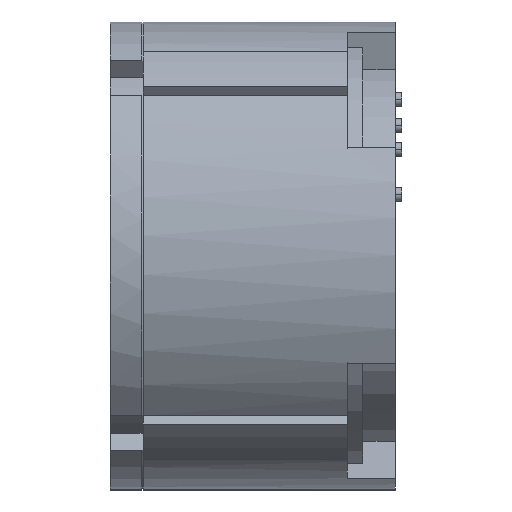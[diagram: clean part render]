
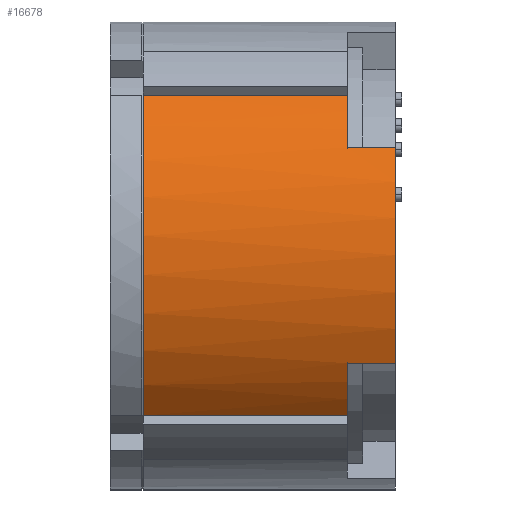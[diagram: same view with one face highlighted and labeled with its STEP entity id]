
A CAD part, top view. The second image highlights one B-rep face of the part: STEP entity #16678.
In plain terms, the highlighted cylindrical face has radius 15 mm (diameter 30 mm), a partial arc.
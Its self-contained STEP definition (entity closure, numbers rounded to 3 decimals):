
#195 = DIRECTION ( 'NONE',  ( 0., 0., -1. ) ) ;
#982 = LINE ( 'NONE', #13035, #17094 ) ;
#1058 = EDGE_CURVE ( 'NONE', #15786, #15685, #14787, .T. ) ;
#1395 = EDGE_CURVE ( 'NONE', #16524, #5813, #1464, .T. ) ;
#1464 = CIRCLE ( 'NONE', #15330, 15. ) ;
#1630 = CIRCLE ( 'NONE', #12427, 15. ) ;
#1707 = EDGE_CURVE ( 'NONE', #9970, #10454, #5356, .T. ) ;
#2040 = CARTESIAN_POINT ( 'NONE',  ( 13.1, -6.926, 13.305 ) ) ;
#2932 = VECTOR ( 'NONE', #4978, 1000. ) ;
#2964 = DIRECTION ( 'NONE',  ( 0., 0., -1. ) ) ;
#3215 = ORIENTED_EDGE ( 'NONE', *, *, #10124, .T. ) ;
#3389 = ORIENTED_EDGE ( 'NONE', *, *, #10234, .F. ) ;
#3854 = CYLINDRICAL_SURFACE ( 'NONE', #8687, 15. ) ;
#3880 = CARTESIAN_POINT ( 'NONE',  ( 0., 10.287, 10.917 ) ) ;
#4263 = LINE ( 'NONE', #11996, #11297 ) ;
#4978 = DIRECTION ( 'NONE',  ( 1., 0., 0. ) ) ;
#5356 = CIRCLE ( 'NONE', #5903, 15. ) ;
#5361 = ORIENTED_EDGE ( 'NONE', *, *, #1707, .F. ) ;
#5566 = VERTEX_POINT ( 'NONE', #8308 ) ;
#5813 = VERTEX_POINT ( 'NONE', #3880 ) ;
#5903 = AXIS2_PLACEMENT_3D ( 'NONE', #16455, #8642, #7345 ) ;
#6793 = DIRECTION ( 'NONE',  ( -1., 0., 0. ) ) ;
#7120 = DIRECTION ( 'NONE',  ( -1., 0., 0. ) ) ;
#7124 = ORIENTED_EDGE ( 'NONE', *, *, #11563, .T. ) ;
#7236 = CARTESIAN_POINT ( 'NONE',  ( 0., -10.287, 10.917 ) ) ;
#7345 = DIRECTION ( 'NONE',  ( 0., 0., -1. ) ) ;
#7574 = CARTESIAN_POINT ( 'NONE',  ( 13.1, 6.926, 13.305 ) ) ;
#7845 = EDGE_LOOP ( 'NONE', ( #11643, #3215, #15346, #11846, #7124, #3389, #5361, #8205 ) ) ;
#8205 = ORIENTED_EDGE ( 'NONE', *, *, #13314, .T. ) ;
#8308 = CARTESIAN_POINT ( 'NONE',  ( 13.1, -10.287, 10.917 ) ) ;
#8477 = EDGE_CURVE ( 'NONE', #16524, #5566, #15639, .T. ) ;
#8642 = DIRECTION ( 'NONE',  ( 1., 0., 0. ) ) ;
#8687 = AXIS2_PLACEMENT_3D ( 'NONE', #9146, #14432, #11590 ) ;
#9146 = CARTESIAN_POINT ( 'NONE',  ( 16.2, 0., 0. ) ) ;
#9557 = DIRECTION ( 'NONE',  ( -1., 0., 0. ) ) ;
#9970 = VERTEX_POINT ( 'NONE', #15107 ) ;
#9989 = CARTESIAN_POINT ( 'NONE',  ( 16.2, 6.926, 13.305 ) ) ;
#10124 = EDGE_CURVE ( 'NONE', #15685, #5813, #982, .T. ) ;
#10234 = EDGE_CURVE ( 'NONE', #10454, #16435, #4263, .T. ) ;
#10359 = CARTESIAN_POINT ( 'NONE',  ( 13.1, 10.287, 10.917 ) ) ;
#10454 = VERTEX_POINT ( 'NONE', #12586 ) ;
#11297 = VECTOR ( 'NONE', #9557, 1000. ) ;
#11301 = DIRECTION ( 'NONE',  ( -1., 0., 0. ) ) ;
#11563 = EDGE_CURVE ( 'NONE', #5566, #16435, #1630, .T. ) ;
#11590 = DIRECTION ( 'NONE',  ( 0., 0., -1. ) ) ;
#11643 = ORIENTED_EDGE ( 'NONE', *, *, #1058, .T. ) ;
#11846 = ORIENTED_EDGE ( 'NONE', *, *, #8477, .T. ) ;
#11996 = CARTESIAN_POINT ( 'NONE',  ( 16.2, -6.926, 13.305 ) ) ;
#12427 = AXIS2_PLACEMENT_3D ( 'NONE', #13389, #6793, #195 ) ;
#12586 = CARTESIAN_POINT ( 'NONE',  ( 16.2, -6.926, 13.305 ) ) ;
#13011 = CARTESIAN_POINT ( 'NONE',  ( 0., 0., 0. ) ) ;
#13035 = CARTESIAN_POINT ( 'NONE',  ( 16.2, 10.287, 10.917 ) ) ;
#13053 = FACE_OUTER_BOUND ( 'NONE', #7845, .T. ) ;
#13314 = EDGE_CURVE ( 'NONE', #9970, #15786, #15180, .T. ) ;
#13389 = CARTESIAN_POINT ( 'NONE',  ( 13.1, 0., 0. ) ) ;
#14246 = DIRECTION ( 'NONE',  ( -1., 0., 0. ) ) ;
#14428 = CARTESIAN_POINT ( 'NONE',  ( 16.2, -10.287, 10.917 ) ) ;
#14432 = DIRECTION ( 'NONE',  ( 1., 0., 0. ) ) ;
#14646 = DIRECTION ( 'NONE',  ( 0., 0., -1. ) ) ;
#14787 = CIRCLE ( 'NONE', #15607, 15. ) ;
#15107 = CARTESIAN_POINT ( 'NONE',  ( 16.2, 6.926, 13.305 ) ) ;
#15180 = LINE ( 'NONE', #9989, #15549 ) ;
#15330 = AXIS2_PLACEMENT_3D ( 'NONE', #13011, #15854, #14646 ) ;
#15346 = ORIENTED_EDGE ( 'NONE', *, *, #1395, .F. ) ;
#15549 = VECTOR ( 'NONE', #11301, 1000. ) ;
#15607 = AXIS2_PLACEMENT_3D ( 'NONE', #16134, #7120, #2964 ) ;
#15639 = LINE ( 'NONE', #14428, #2932 ) ;
#15685 = VERTEX_POINT ( 'NONE', #10359 ) ;
#15786 = VERTEX_POINT ( 'NONE', #7574 ) ;
#15854 = DIRECTION ( 'NONE',  ( -1., 0., 0. ) ) ;
#16134 = CARTESIAN_POINT ( 'NONE',  ( 13.1, 0., 0. ) ) ;
#16435 = VERTEX_POINT ( 'NONE', #2040 ) ;
#16455 = CARTESIAN_POINT ( 'NONE',  ( 16.2, 0., 0. ) ) ;
#16524 = VERTEX_POINT ( 'NONE', #7236 ) ;
#16678 = ADVANCED_FACE ( 'NONE', ( #13053 ), #3854, .T. ) ;
#17094 = VECTOR ( 'NONE', #14246, 1000. ) ;
